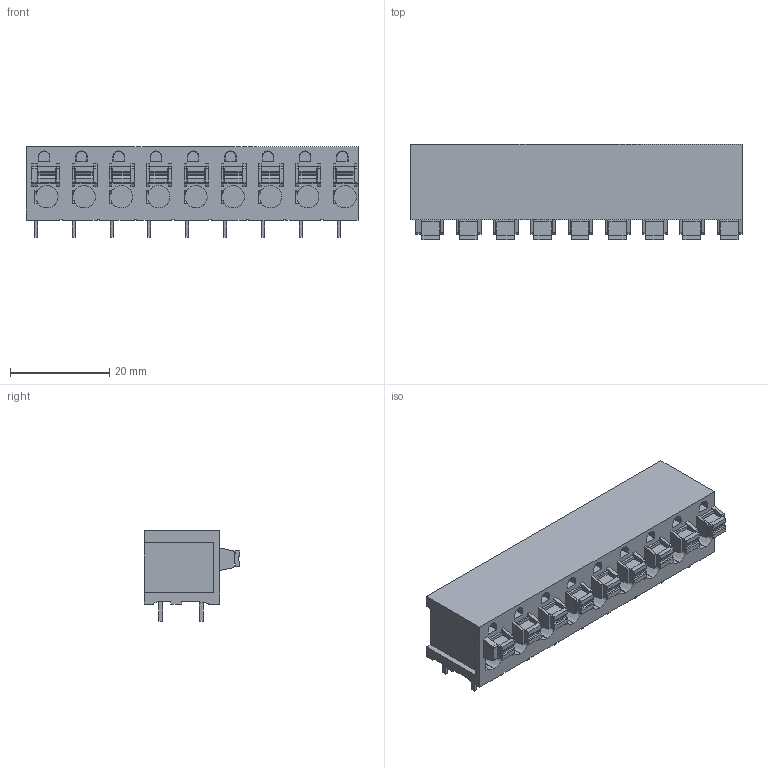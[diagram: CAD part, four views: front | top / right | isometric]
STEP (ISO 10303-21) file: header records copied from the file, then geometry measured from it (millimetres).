
FILE_DESCRIPTION(('CATIA V5R24 STEP','CAx-IF Rec.Pracs.--- Model Styling and Organization---1.4--- 2014-01-23'),'2;1');
FILE_NAME ('1115364-1_0', '2020-02-04T07:27:48+00:00', ('Weidmueller Interface'), ('Weidmueller'), 'CATIA Version 5-6 Release 2016 SP3 HF44', 'CATIA V5 STEP AP214', 'none');
FILE_SCHEMA(('AUTOMOTIVE_DESIGN { 1 0 10303 214 1 1 1 1 }'));
Length unit declared in the file: millimetre
Products named in the file (1): 2667880000
Bounding box: 66.8 x 19.24 x 18.3 mm (x, y, z)
Volume: 14398.4 mm3; surface area: 6926.9 mm2
Topology: 28 solids, 28 shells, 922 faces, 2484 edges, 1644 vertices
Faces by surface type: plane 715, extrusion 99, cylinder 99, cone 9
Entity records: 27229 total; most frequent: CARTESIAN_POINT 6516, ORIENTED_EDGE 4968, DIRECTION 2997, EDGE_CURVE 2484, VECTOR 2179, LINE 2080, VERTEX_POINT 1644, EDGE_LOOP 948
